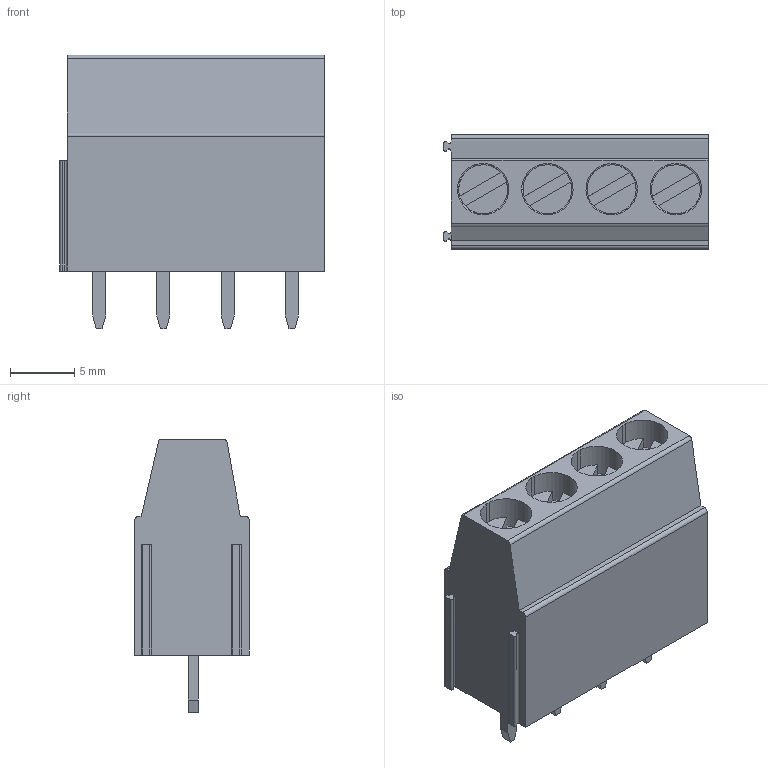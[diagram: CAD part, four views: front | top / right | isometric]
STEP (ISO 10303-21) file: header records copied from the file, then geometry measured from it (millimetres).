
FILE_DESCRIPTION( ( 'STEP AP214' ), '1' );
FILE_NAME( ' ', ' ', ( ' ' ), ( ' ' ), 'PSStep 11.0', 'VISI 17.0', ' ' );
FILE_SCHEMA( ( 'AUTOMOTIVE_DESIGN { 1 0 10303 214 1 1 1 1 }' ) );
Length unit declared in the file: millimetre
Products named in the file (1): 1
Bounding box: 20.55 x 8.9 x 21.3 mm (x, y, z)
Volume: 2331.6 mm3; surface area: 2018.2 mm2
Topology: 1 solids, 1 shells, 182 faces, 480 edges, 320 vertices
Faces by surface type: plane 142, cylinder 36, cone 4
Full cylindrical faces by diameter (mm): 2.6 x4, 2.85 x4, 3.8 x4
Entity records: 6877 total; most frequent: CARTESIAN_POINT 947, DIRECTION 906, ORIENTED_EDGE 904, EDGE_CURVE 452, LINE 356, VECTOR 356, VERTEX_POINT 308, AXIS2_PLACEMENT_3D 275
